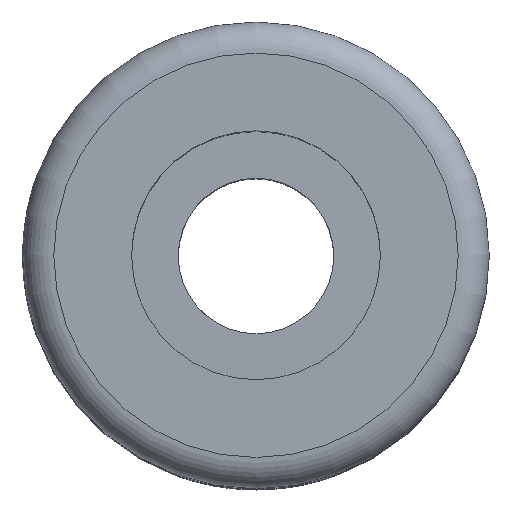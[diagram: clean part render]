
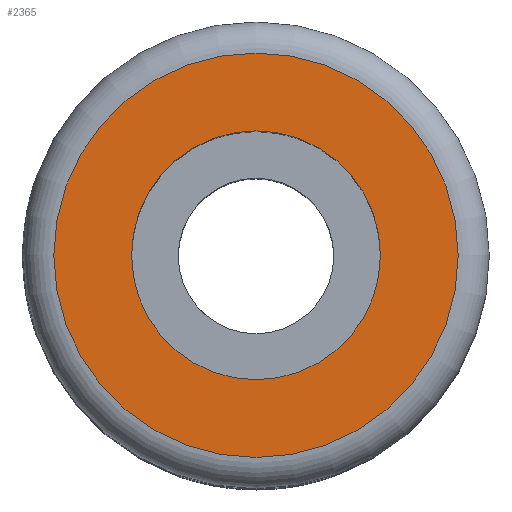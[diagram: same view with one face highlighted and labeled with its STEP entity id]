
A CAD part, top view. The second image highlights one B-rep face of the part: STEP entity #2365.
In plain terms, the highlighted planar face has unit normal (0, 0, 1).
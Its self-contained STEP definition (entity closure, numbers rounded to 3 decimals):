
#650 = TOROIDAL_SURFACE('',#651,6.5,1.);
#651 = AXIS2_PLACEMENT_3D('',#652,#653,#654);
#652 = CARTESIAN_POINT('',(0.,0.,12.5));
#653 = DIRECTION('',(0.,0.,1.));
#654 = DIRECTION('',(1.,0.,0.));
#1577 = VERTEX_POINT('',#1578);
#1578 = CARTESIAN_POINT('',(6.5,0.,13.5));
#1602 = EDGE_CURVE('',#1577,#1577,#1603,.T.);
#1603 = SURFACE_CURVE('',#1604,(#1609,#1616),.PCURVE_S1.);
#1604 = CIRCLE('',#1605,6.5);
#1605 = AXIS2_PLACEMENT_3D('',#1606,#1607,#1608);
#1606 = CARTESIAN_POINT('',(0.,0.,13.5));
#1607 = DIRECTION('',(0.,0.,1.));
#1608 = DIRECTION('',(1.,0.,0.));
#1609 = PCURVE('',#650,#1610);
#1610 = DEFINITIONAL_REPRESENTATION('',(#1611),#1615);
#1611 = LINE('',#1612,#1613);
#1612 = CARTESIAN_POINT('',(0.,1.571));
#1613 = VECTOR('',#1614,1.);
#1614 = DIRECTION('',(1.,0.));
#1615 = ( GEOMETRIC_REPRESENTATION_CONTEXT(2) 
PARAMETRIC_REPRESENTATION_CONTEXT() REPRESENTATION_CONTEXT('2D SPACE',''
  ) );
#1616 = PCURVE('',#1617,#1622);
#1617 = PLANE('',#1618);
#1618 = AXIS2_PLACEMENT_3D('',#1619,#1620,#1621);
#1619 = CARTESIAN_POINT('',(0.,0.,13.5));
#1620 = DIRECTION('',(0.,0.,1.));
#1621 = DIRECTION('',(1.,0.,0.));
#1622 = DEFINITIONAL_REPRESENTATION('',(#1623),#1627);
#1623 = CIRCLE('',#1624,6.5);
#1624 = AXIS2_PLACEMENT_2D('',#1625,#1626);
#1625 = CARTESIAN_POINT('',(0.,0.));
#1626 = DIRECTION('',(1.,0.));
#1627 = ( GEOMETRIC_REPRESENTATION_CONTEXT(2) 
PARAMETRIC_REPRESENTATION_CONTEXT() REPRESENTATION_CONTEXT('2D SPACE',''
  ) );
#2233 = CYLINDRICAL_SURFACE('',#2234,4.);
#2234 = AXIS2_PLACEMENT_3D('',#2235,#2236,#2237);
#2235 = CARTESIAN_POINT('',(0.,0.,0.));
#2236 = DIRECTION('',(-0.,-0.,-1.));
#2237 = DIRECTION('',(1.,0.,0.));
#2365 = ADVANCED_FACE('',(#2366,#2369),#1617,.T.);
#2366 = FACE_BOUND('',#2367,.T.);
#2367 = EDGE_LOOP('',(#2368));
#2368 = ORIENTED_EDGE('',*,*,#1602,.T.);
#2369 = FACE_BOUND('',#2370,.T.);
#2370 = EDGE_LOOP('',(#2371));
#2371 = ORIENTED_EDGE('',*,*,#2372,.T.);
#2372 = EDGE_CURVE('',#2373,#2373,#2375,.T.);
#2373 = VERTEX_POINT('',#2374);
#2374 = CARTESIAN_POINT('',(4.,0.,13.5));
#2375 = SURFACE_CURVE('',#2376,(#2381,#2392),.PCURVE_S1.);
#2376 = CIRCLE('',#2377,4.);
#2377 = AXIS2_PLACEMENT_3D('',#2378,#2379,#2380);
#2378 = CARTESIAN_POINT('',(0.,0.,13.5));
#2379 = DIRECTION('',(0.,0.,-1.));
#2380 = DIRECTION('',(1.,0.,0.));
#2381 = PCURVE('',#1617,#2382);
#2382 = DEFINITIONAL_REPRESENTATION('',(#2383),#2391);
#2383 = ( BOUNDED_CURVE() B_SPLINE_CURVE(2,(#2384,#2385,#2386,#2387,
#2388,#2389,#2390),.UNSPECIFIED.,.T.,.F.) B_SPLINE_CURVE_WITH_KNOTS((1,2
    ,2,2,2,1),(-2.094,0.,2.094,4.189,
6.283,8.378),.UNSPECIFIED.) CURVE() 
GEOMETRIC_REPRESENTATION_ITEM() RATIONAL_B_SPLINE_CURVE((1.,0.5,1.,0.5,
1.,0.5,1.)) REPRESENTATION_ITEM('') );
#2384 = CARTESIAN_POINT('',(4.,0.));
#2385 = CARTESIAN_POINT('',(4.,-6.928));
#2386 = CARTESIAN_POINT('',(-2.,-3.464));
#2387 = CARTESIAN_POINT('',(-8.,0.));
#2388 = CARTESIAN_POINT('',(-2.,3.464));
#2389 = CARTESIAN_POINT('',(4.,6.928));
#2390 = CARTESIAN_POINT('',(4.,0.));
#2391 = ( GEOMETRIC_REPRESENTATION_CONTEXT(2) 
PARAMETRIC_REPRESENTATION_CONTEXT() REPRESENTATION_CONTEXT('2D SPACE',''
  ) );
#2392 = PCURVE('',#2233,#2393);
#2393 = DEFINITIONAL_REPRESENTATION('',(#2394),#2398);
#2394 = LINE('',#2395,#2396);
#2395 = CARTESIAN_POINT('',(-6.283,-13.5));
#2396 = VECTOR('',#2397,1.);
#2397 = DIRECTION('',(1.,-0.));
#2398 = ( GEOMETRIC_REPRESENTATION_CONTEXT(2) 
PARAMETRIC_REPRESENTATION_CONTEXT() REPRESENTATION_CONTEXT('2D SPACE',''
  ) );
